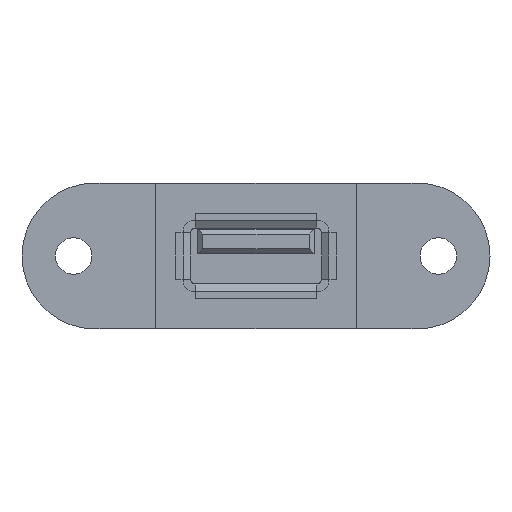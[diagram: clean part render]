
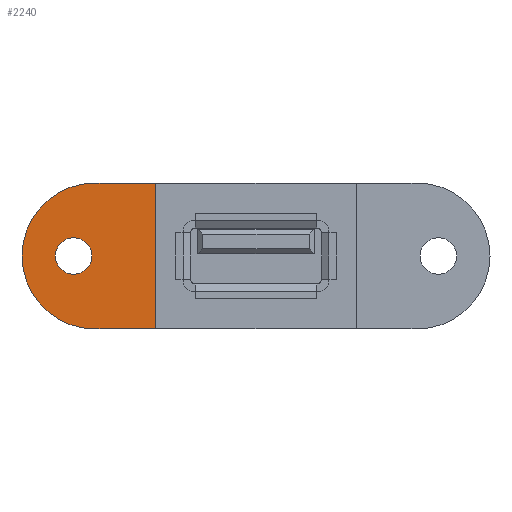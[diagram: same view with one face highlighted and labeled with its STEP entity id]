
A CAD part, front view. The second image highlights one B-rep face of the part: STEP entity #2240.
In plain terms, the highlighted planar face has unit normal (0, -1, 0).
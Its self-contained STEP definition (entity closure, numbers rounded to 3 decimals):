
#32 = PLANE('',#33);
#33 = AXIS2_PLACEMENT_3D('',#34,#35,#36);
#34 = CARTESIAN_POINT('',(87.17,-261.495,8.2));
#35 = DIRECTION('',(0.,0.,1.));
#36 = DIRECTION('',(-1.,0.,0.));
#57 = VERTEX_POINT('',#58);
#58 = CARTESIAN_POINT('',(73.92,-261.495,8.2));
#72 = CYLINDRICAL_SURFACE('',#73,6.);
#73 = AXIS2_PLACEMENT_3D('',#74,#75,#76);
#74 = CARTESIAN_POINT('',(73.92,-170.188,14.2));
#75 = DIRECTION('',(0.,-1.,0.));
#76 = DIRECTION('',(0.,0.,1.));
#84 = EDGE_CURVE('',#57,#85,#87,.T.);
#85 = VERTEX_POINT('',#86);
#86 = CARTESIAN_POINT('',(78.92,-261.495,8.2));
#87 = SURFACE_CURVE('',#88,(#92,#99),.PCURVE_S1.);
#88 = LINE('',#89,#90);
#89 = CARTESIAN_POINT('',(73.92,-261.495,8.2));
#90 = VECTOR('',#91,1.);
#91 = DIRECTION('',(1.,0.,0.));
#92 = PCURVE('',#32,#93);
#93 = DEFINITIONAL_REPRESENTATION('',(#94),#98);
#94 = LINE('',#95,#96);
#95 = CARTESIAN_POINT('',(13.25,0.));
#96 = VECTOR('',#97,1.);
#97 = DIRECTION('',(-1.,0.));
#98 = ( GEOMETRIC_REPRESENTATION_CONTEXT(2) 
PARAMETRIC_REPRESENTATION_CONTEXT() REPRESENTATION_CONTEXT('2D SPACE',''
  ) );
#99 = PCURVE('',#100,#105);
#100 = PLANE('',#101);
#101 = AXIS2_PLACEMENT_3D('',#102,#103,#104);
#102 = CARTESIAN_POINT('',(67.92,-261.495,8.2));
#103 = DIRECTION('',(0.,-1.,0.));
#104 = DIRECTION('',(1.,0.,0.));
#105 = DEFINITIONAL_REPRESENTATION('',(#106),#110);
#106 = LINE('',#107,#108);
#107 = CARTESIAN_POINT('',(6.,0.));
#108 = VECTOR('',#109,1.);
#109 = DIRECTION('',(1.,0.));
#110 = ( GEOMETRIC_REPRESENTATION_CONTEXT(2) 
PARAMETRIC_REPRESENTATION_CONTEXT() REPRESENTATION_CONTEXT('2D SPACE',''
  ) );
#128 = PLANE('',#129);
#129 = AXIS2_PLACEMENT_3D('',#130,#131,#132);
#130 = CARTESIAN_POINT('',(78.92,-261.495,8.2));
#131 = DIRECTION('',(1.,0.,0.));
#132 = DIRECTION('',(0.,1.,0.));
#2098 = CYLINDRICAL_SURFACE('',#2099,1.5);
#2099 = AXIS2_PLACEMENT_3D('',#2100,#2101,#2102);
#2100 = CARTESIAN_POINT('',(72.17,-261.495,14.2));
#2101 = DIRECTION('',(0.,-1.,0.));
#2102 = DIRECTION('',(-1.,0.,0.));
#2129 = CYLINDRICAL_SURFACE('',#2130,1.5);
#2130 = AXIS2_PLACEMENT_3D('',#2131,#2132,#2133);
#2131 = CARTESIAN_POINT('',(72.17,-261.495,14.2));
#2132 = DIRECTION('',(0.,-1.,0.));
#2133 = DIRECTION('',(-1.,0.,0.));
#2146 = VERTEX_POINT('',#2147);
#2147 = CARTESIAN_POINT('',(73.67,-261.495,14.2));
#2168 = EDGE_CURVE('',#2169,#2146,#2171,.T.);
#2169 = VERTEX_POINT('',#2170);
#2170 = CARTESIAN_POINT('',(70.67,-261.495,14.2));
#2171 = SURFACE_CURVE('',#2172,(#2177,#2184),.PCURVE_S1.);
#2172 = CIRCLE('',#2173,1.5);
#2173 = AXIS2_PLACEMENT_3D('',#2174,#2175,#2176);
#2174 = CARTESIAN_POINT('',(72.17,-261.495,14.2));
#2175 = DIRECTION('',(0.,-1.,0.));
#2176 = DIRECTION('',(-1.,0.,0.));
#2177 = PCURVE('',#2098,#2178);
#2178 = DEFINITIONAL_REPRESENTATION('',(#2179),#2183);
#2179 = LINE('',#2180,#2181);
#2180 = CARTESIAN_POINT('',(0.,0.));
#2181 = VECTOR('',#2182,1.);
#2182 = DIRECTION('',(1.,0.));
#2183 = ( GEOMETRIC_REPRESENTATION_CONTEXT(2) 
PARAMETRIC_REPRESENTATION_CONTEXT() REPRESENTATION_CONTEXT('2D SPACE',''
  ) );
#2184 = PCURVE('',#100,#2185);
#2185 = DEFINITIONAL_REPRESENTATION('',(#2186),#2190);
#2186 = CIRCLE('',#2187,1.5);
#2187 = AXIS2_PLACEMENT_2D('',#2188,#2189);
#2188 = CARTESIAN_POINT('',(4.25,6.));
#2189 = DIRECTION('',(-1.,0.));
#2190 = ( GEOMETRIC_REPRESENTATION_CONTEXT(2) 
PARAMETRIC_REPRESENTATION_CONTEXT() REPRESENTATION_CONTEXT('2D SPACE',''
  ) );
#2218 = EDGE_CURVE('',#2146,#2169,#2219,.T.);
#2219 = SURFACE_CURVE('',#2220,(#2225,#2232),.PCURVE_S1.);
#2220 = CIRCLE('',#2221,1.5);
#2221 = AXIS2_PLACEMENT_3D('',#2222,#2223,#2224);
#2222 = CARTESIAN_POINT('',(72.17,-261.495,14.2));
#2223 = DIRECTION('',(0.,-1.,0.));
#2224 = DIRECTION('',(1.,0.,0.));
#2225 = PCURVE('',#2129,#2226);
#2226 = DEFINITIONAL_REPRESENTATION('',(#2227),#2231);
#2227 = LINE('',#2228,#2229);
#2228 = CARTESIAN_POINT('',(3.142,0.));
#2229 = VECTOR('',#2230,1.);
#2230 = DIRECTION('',(1.,0.));
#2231 = ( GEOMETRIC_REPRESENTATION_CONTEXT(2) 
PARAMETRIC_REPRESENTATION_CONTEXT() REPRESENTATION_CONTEXT('2D SPACE',''
  ) );
#2232 = PCURVE('',#100,#2233);
#2233 = DEFINITIONAL_REPRESENTATION('',(#2234),#2238);
#2234 = CIRCLE('',#2235,1.5);
#2235 = AXIS2_PLACEMENT_2D('',#2236,#2237);
#2236 = CARTESIAN_POINT('',(4.25,6.));
#2237 = DIRECTION('',(1.,0.));
#2238 = ( GEOMETRIC_REPRESENTATION_CONTEXT(2) 
PARAMETRIC_REPRESENTATION_CONTEXT() REPRESENTATION_CONTEXT('2D SPACE',''
  ) );
#2240 = ADVANCED_FACE('',(#2241,#2321),#100,.T.);
#2241 = FACE_BOUND('',#2242,.F.);
#2242 = EDGE_LOOP('',(#2243,#2271,#2299,#2320));
#2243 = ORIENTED_EDGE('',*,*,#2244,.T.);
#2244 = EDGE_CURVE('',#57,#2245,#2247,.T.);
#2245 = VERTEX_POINT('',#2246);
#2246 = CARTESIAN_POINT('',(73.92,-261.495,20.2));
#2247 = SURFACE_CURVE('',#2248,(#2253,#2264),.PCURVE_S1.);
#2248 = CIRCLE('',#2249,6.);
#2249 = AXIS2_PLACEMENT_3D('',#2250,#2251,#2252);
#2250 = CARTESIAN_POINT('',(73.92,-261.495,14.2));
#2251 = DIRECTION('',(0.,1.,0.));
#2252 = DIRECTION('',(0.,0.,-1.));
#2253 = PCURVE('',#100,#2254);
#2254 = DEFINITIONAL_REPRESENTATION('',(#2255),#2263);
#2255 = ( BOUNDED_CURVE() B_SPLINE_CURVE(2,(#2256,#2257,#2258,#2259,
#2260,#2261,#2262),.UNSPECIFIED.,.F.,.F.) B_SPLINE_CURVE_WITH_KNOTS((1,2
    ,2,2,2,1),(-2.094,0.,2.094,4.189,
6.283,8.378),.UNSPECIFIED.) CURVE() 
GEOMETRIC_REPRESENTATION_ITEM() RATIONAL_B_SPLINE_CURVE((1.,0.5,1.,0.5,
1.,0.5,1.)) REPRESENTATION_ITEM('') );
#2256 = CARTESIAN_POINT('',(6.,0.));
#2257 = CARTESIAN_POINT('',(-4.392,0.));
#2258 = CARTESIAN_POINT('',(0.804,9.));
#2259 = CARTESIAN_POINT('',(6.,18.));
#2260 = CARTESIAN_POINT('',(11.196,9.));
#2261 = CARTESIAN_POINT('',(16.392,0.));
#2262 = CARTESIAN_POINT('',(6.,0.));
#2263 = ( GEOMETRIC_REPRESENTATION_CONTEXT(2) 
PARAMETRIC_REPRESENTATION_CONTEXT() REPRESENTATION_CONTEXT('2D SPACE',''
  ) );
#2264 = PCURVE('',#72,#2265);
#2265 = DEFINITIONAL_REPRESENTATION('',(#2266),#2270);
#2266 = LINE('',#2267,#2268);
#2267 = CARTESIAN_POINT('',(3.142,91.307));
#2268 = VECTOR('',#2269,1.);
#2269 = DIRECTION('',(-1.,0.));
#2270 = ( GEOMETRIC_REPRESENTATION_CONTEXT(2) 
PARAMETRIC_REPRESENTATION_CONTEXT() REPRESENTATION_CONTEXT('2D SPACE',''
  ) );
#2271 = ORIENTED_EDGE('',*,*,#2272,.T.);
#2272 = EDGE_CURVE('',#2245,#2273,#2275,.T.);
#2273 = VERTEX_POINT('',#2274);
#2274 = CARTESIAN_POINT('',(78.92,-261.495,20.2));
#2275 = SURFACE_CURVE('',#2276,(#2280,#2287),.PCURVE_S1.);
#2276 = LINE('',#2277,#2278);
#2277 = CARTESIAN_POINT('',(73.92,-261.495,20.2));
#2278 = VECTOR('',#2279,1.);
#2279 = DIRECTION('',(1.,0.,0.));
#2280 = PCURVE('',#100,#2281);
#2281 = DEFINITIONAL_REPRESENTATION('',(#2282),#2286);
#2282 = LINE('',#2283,#2284);
#2283 = CARTESIAN_POINT('',(6.,12.));
#2284 = VECTOR('',#2285,1.);
#2285 = DIRECTION('',(1.,0.));
#2286 = ( GEOMETRIC_REPRESENTATION_CONTEXT(2) 
PARAMETRIC_REPRESENTATION_CONTEXT() REPRESENTATION_CONTEXT('2D SPACE',''
  ) );
#2287 = PCURVE('',#2288,#2293);
#2288 = PLANE('',#2289);
#2289 = AXIS2_PLACEMENT_3D('',#2290,#2291,#2292);
#2290 = CARTESIAN_POINT('',(87.17,-261.495,20.2));
#2291 = DIRECTION('',(0.,0.,1.));
#2292 = DIRECTION('',(-1.,0.,0.));
#2293 = DEFINITIONAL_REPRESENTATION('',(#2294),#2298);
#2294 = LINE('',#2295,#2296);
#2295 = CARTESIAN_POINT('',(13.25,0.));
#2296 = VECTOR('',#2297,1.);
#2297 = DIRECTION('',(-1.,0.));
#2298 = ( GEOMETRIC_REPRESENTATION_CONTEXT(2) 
PARAMETRIC_REPRESENTATION_CONTEXT() REPRESENTATION_CONTEXT('2D SPACE',''
  ) );
#2299 = ORIENTED_EDGE('',*,*,#2300,.F.);
#2300 = EDGE_CURVE('',#85,#2273,#2301,.T.);
#2301 = SURFACE_CURVE('',#2302,(#2306,#2313),.PCURVE_S1.);
#2302 = LINE('',#2303,#2304);
#2303 = CARTESIAN_POINT('',(78.92,-261.495,8.2));
#2304 = VECTOR('',#2305,1.);
#2305 = DIRECTION('',(0.,0.,1.));
#2306 = PCURVE('',#100,#2307);
#2307 = DEFINITIONAL_REPRESENTATION('',(#2308),#2312);
#2308 = LINE('',#2309,#2310);
#2309 = CARTESIAN_POINT('',(11.,0.));
#2310 = VECTOR('',#2311,1.);
#2311 = DIRECTION('',(0.,1.));
#2312 = ( GEOMETRIC_REPRESENTATION_CONTEXT(2) 
PARAMETRIC_REPRESENTATION_CONTEXT() REPRESENTATION_CONTEXT('2D SPACE',''
  ) );
#2313 = PCURVE('',#128,#2314);
#2314 = DEFINITIONAL_REPRESENTATION('',(#2315),#2319);
#2315 = LINE('',#2316,#2317);
#2316 = CARTESIAN_POINT('',(0.,0.));
#2317 = VECTOR('',#2318,1.);
#2318 = DIRECTION('',(0.,1.));
#2319 = ( GEOMETRIC_REPRESENTATION_CONTEXT(2) 
PARAMETRIC_REPRESENTATION_CONTEXT() REPRESENTATION_CONTEXT('2D SPACE',''
  ) );
#2320 = ORIENTED_EDGE('',*,*,#84,.F.);
#2321 = FACE_BOUND('',#2322,.F.);
#2322 = EDGE_LOOP('',(#2323,#2324));
#2323 = ORIENTED_EDGE('',*,*,#2168,.T.);
#2324 = ORIENTED_EDGE('',*,*,#2218,.T.);
